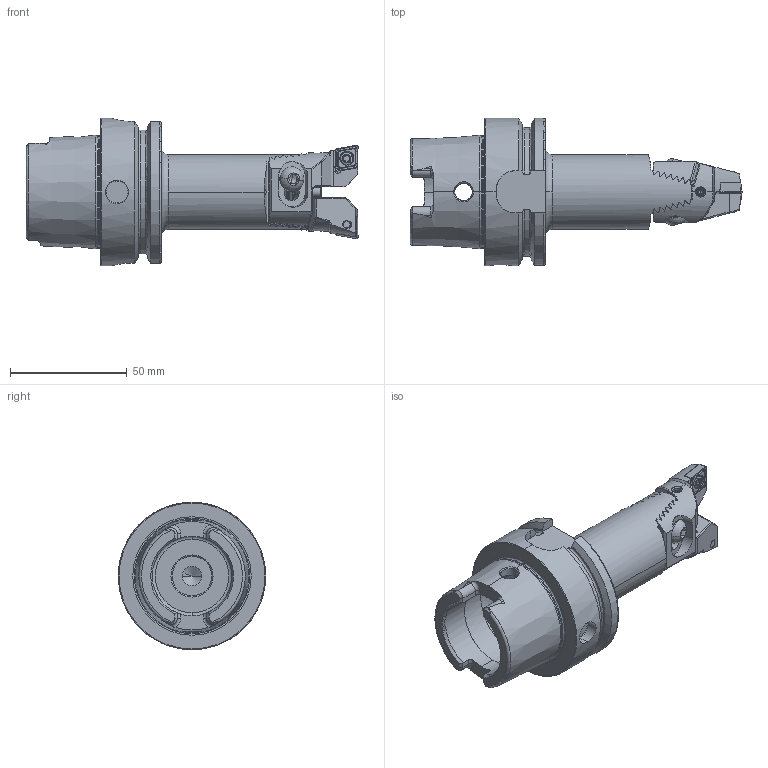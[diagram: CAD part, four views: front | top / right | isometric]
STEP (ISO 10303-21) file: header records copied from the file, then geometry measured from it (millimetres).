
FILE_DESCRIPTION (( 'STEP AP203' ), '1' );
FILE_NAME ('HA6.Z32.K22.110.STEP', '2024-08-20T13:15:09', ( '' ), ( '' ), 'SwSTEP 2.0', 'SolidWorks 2022', '' );
FILE_SCHEMA (( 'CONFIG_CONTROL_DESIGN' ));
Length unit declared in the file: millimetre
Products named in the file (10): Z32-ER3.001.013_A; CCMT09T304; Z32-ER1.002.016_A; HA6.Z32.K22.110; WCB-ER2.001.009_A; Z32-WCB.001.021; Z32-xxx.001.021_B; Z32-ER1.001.016; Z20-ER2.001.013_A; HA6-Z32.K21.110_A_Fertigbearbeitung
Assembly tree (14 placements, depth 3):
  HA6.Z32.K22.110
    HA6-Z32.K21.110_A_Fertigbearbeitung
    Z32-ER1.001.016  x2
      Z32-ER1.002.016_A
    Z32-WCB.001.021
      Z32-xxx.001.021_B  x2
      WCB-ER2.001.009_A  x2
      CCMT09T304  x2
      Z32-ER3.001.013_A  x2
    Z20-ER2.001.013_A
Bounding box: 141.9 x 63 x 63 mm (x, y, z)
Volume: 134693.5 mm3; surface area: 39838.4 mm2
Topology: 12 solids, 12 shells, 893 faces, 2370 edges, 1464 vertices
Faces by surface type: plane 360, cylinder 252, cone 148, bspline 58, torus 55, sphere 20
Entity records: 22797 total; most frequent: CARTESIAN_POINT 7344, ORIENTED_EDGE 3304, DIRECTION 2693, EDGE_CURVE 1652, VERTEX_POINT 1043, AXIS2_PLACEMENT_3D 1035, EDGE_LOOP 651, ADVANCED_FACE 627
